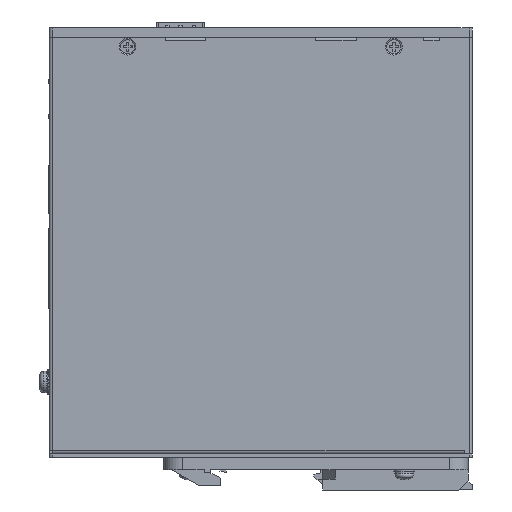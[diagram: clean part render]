
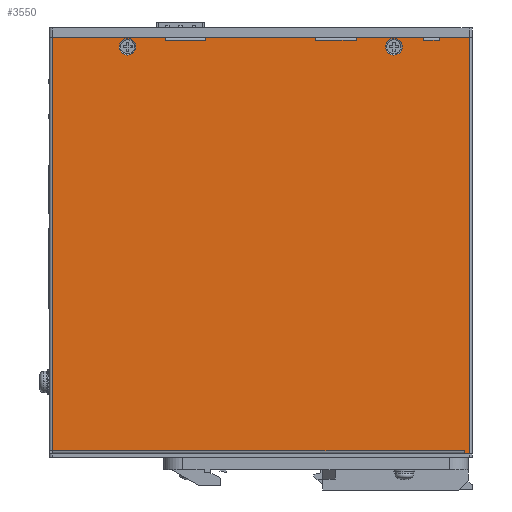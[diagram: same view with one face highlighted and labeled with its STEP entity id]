
A CAD part, front view. The second image highlights one B-rep face of the part: STEP entity #3550.
In plain terms, the highlighted planar face has unit normal (0, -1, 0).
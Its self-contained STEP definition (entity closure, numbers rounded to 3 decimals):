
#732=DIRECTION('',(0.,0.,1.));
#733=VECTOR('',#732,1.);
#734=CARTESIAN_POINT('',(-30.5,-1.,65.5));
#735=LINE('',#734,#733);
#899=DIRECTION('',(-1.,0.,0.));
#900=VECTOR('',#899,131.5);
#901=CARTESIAN_POINT('',(65.,-1.,-65.5));
#902=LINE('',#901,#900);
#944=DIRECTION('',(0.,0.,1.));
#945=VECTOR('',#944,132.);
#946=CARTESIAN_POINT('',(-66.5,-1.,-65.5));
#947=LINE('',#946,#945);
#962=DIRECTION('',(1.,0.,0.));
#963=VECTOR('',#962,9.5);
#964=CARTESIAN_POINT('',(57.,-1.,66.5));
#965=LINE('',#964,#963);
#966=DIRECTION('',(-1.,0.,0.));
#967=VECTOR('',#966,1.5);
#968=CARTESIAN_POINT('',(66.5,-1.,-66.5));
#969=LINE('',#968,#967);
#970=DIRECTION('',(1.,0.,0.));
#971=VECTOR('',#970,36.);
#972=CARTESIAN_POINT('',(-66.5,-1.,66.5));
#973=LINE('',#972,#971);
#974=DIRECTION('',(1.,0.,0.));
#975=VECTOR('',#974,35.);
#976=CARTESIAN_POINT('',(-17.5,-1.,66.5));
#977=LINE('',#976,#975);
#978=DIRECTION('',(1.,0.,0.));
#979=VECTOR('',#978,21.5);
#980=CARTESIAN_POINT('',(30.5,-1.,66.5));
#981=LINE('',#980,#979);
#982=CARTESIAN_POINT('',(42.5,-1.,63.5));
#983=DIRECTION('',(0.,-1.,0.));
#984=DIRECTION('',(-1.,0.,0.));
#985=AXIS2_PLACEMENT_3D('',#982,#983,#984);
#987=CARTESIAN_POINT('',(42.5,-1.,63.5));
#988=DIRECTION('',(0.,-1.,0.));
#989=DIRECTION('',(1.,0.,0.));
#990=AXIS2_PLACEMENT_3D('',#987,#988,#989);
#992=CARTESIAN_POINT('',(-42.5,-1.,63.5));
#993=DIRECTION('',(0.,-1.,0.));
#994=DIRECTION('',(-1.,0.,0.));
#995=AXIS2_PLACEMENT_3D('',#992,#993,#994);
#997=CARTESIAN_POINT('',(-42.5,-1.,63.5));
#998=DIRECTION('',(0.,-1.,0.));
#999=DIRECTION('',(1.,0.,0.));
#1000=AXIS2_PLACEMENT_3D('',#997,#998,#999);
#1010=DIRECTION('',(0.,0.,-1.));
#1011=VECTOR('',#1010,1.);
#1012=CARTESIAN_POINT('',(57.,-1.,66.5));
#1013=LINE('',#1012,#1011);
#1026=DIRECTION('',(0.,0.,1.));
#1027=VECTOR('',#1026,1.);
#1028=CARTESIAN_POINT('',(52.,-1.,65.5));
#1029=LINE('',#1028,#1027);
#1043=DIRECTION('',(1.,0.,0.));
#1044=VECTOR('',#1043,5.);
#1045=CARTESIAN_POINT('',(52.,-1.,65.5));
#1046=LINE('',#1045,#1044);
#1132=DIRECTION('',(0.,0.,-1.));
#1133=VECTOR('',#1132,1.);
#1134=CARTESIAN_POINT('',(30.5,-1.,66.5));
#1135=LINE('',#1134,#1133);
#1153=DIRECTION('',(1.,0.,0.));
#1154=VECTOR('',#1153,13.);
#1155=CARTESIAN_POINT('',(17.5,-1.,65.5));
#1156=LINE('',#1155,#1154);
#1200=DIRECTION('',(0.,0.,1.));
#1201=VECTOR('',#1200,1.);
#1202=CARTESIAN_POINT('',(17.5,-1.,65.5));
#1203=LINE('',#1202,#1201);
#1216=DIRECTION('',(0.,0.,-1.));
#1217=VECTOR('',#1216,1.);
#1218=CARTESIAN_POINT('',(-17.5,-1.,66.5));
#1219=LINE('',#1218,#1217);
#1237=DIRECTION('',(1.,0.,0.));
#1238=VECTOR('',#1237,13.);
#1239=CARTESIAN_POINT('',(-30.5,-1.,65.5));
#1240=LINE('',#1239,#1238);
#1597=DIRECTION('',(0.,0.,-1.));
#1598=VECTOR('',#1597,133.);
#1599=CARTESIAN_POINT('',(66.5,-1.,66.5));
#1600=LINE('',#1599,#1598);
#1626=DIRECTION('',(0.,0.,-1.));
#1627=VECTOR('',#1626,1.);
#1628=CARTESIAN_POINT('',(65.,-1.,-65.5));
#1629=LINE('',#1628,#1627);
#1940=CARTESIAN_POINT('',(-66.5,-1.,66.5));
#1941=VERTEX_POINT('',#1940);
#1948=CARTESIAN_POINT('',(-66.5,-1.,-65.5));
#1949=VERTEX_POINT('',#1948);
#1950=CARTESIAN_POINT('',(65.,-1.,-65.5));
#1951=VERTEX_POINT('',#1950);
#1966=CARTESIAN_POINT('',(65.,-1.,-66.5));
#1967=VERTEX_POINT('',#1966);
#1970=CARTESIAN_POINT('',(66.5,-1.,-66.5));
#1971=VERTEX_POINT('',#1970);
#1974=CARTESIAN_POINT('',(66.5,-1.,66.5));
#1975=VERTEX_POINT('',#1974);
#2044=CARTESIAN_POINT('',(-17.5,-1.,66.5));
#2045=CARTESIAN_POINT('',(-17.5,-1.,65.5));
#2046=VERTEX_POINT('',#2044);
#2047=VERTEX_POINT('',#2045);
#2048=CARTESIAN_POINT('',(-30.5,-1.,65.5));
#2049=CARTESIAN_POINT('',(-30.5,-1.,66.5));
#2050=VERTEX_POINT('',#2048);
#2051=VERTEX_POINT('',#2049);
#2064=CARTESIAN_POINT('',(30.5,-1.,66.5));
#2065=CARTESIAN_POINT('',(30.5,-1.,65.5));
#2066=VERTEX_POINT('',#2064);
#2067=VERTEX_POINT('',#2065);
#2068=CARTESIAN_POINT('',(17.5,-1.,65.5));
#2069=CARTESIAN_POINT('',(17.5,-1.,66.5));
#2070=VERTEX_POINT('',#2068);
#2071=VERTEX_POINT('',#2069);
#2084=CARTESIAN_POINT('',(57.,-1.,66.5));
#2085=CARTESIAN_POINT('',(57.,-1.,65.5));
#2086=VERTEX_POINT('',#2084);
#2087=VERTEX_POINT('',#2085);
#2088=CARTESIAN_POINT('',(52.,-1.,65.5));
#2089=CARTESIAN_POINT('',(52.,-1.,66.5));
#2090=VERTEX_POINT('',#2088);
#2091=VERTEX_POINT('',#2089);
#2304=CARTESIAN_POINT('',(39.85,-1.,63.5));
#2305=CARTESIAN_POINT('',(45.15,-1.,63.5));
#2306=VERTEX_POINT('',#2304);
#2307=VERTEX_POINT('',#2305);
#2316=CARTESIAN_POINT('',(-45.15,-1.,63.5));
#2317=CARTESIAN_POINT('',(-39.85,-1.,63.5));
#2318=VERTEX_POINT('',#2316);
#2319=VERTEX_POINT('',#2317);
#3499=CARTESIAN_POINT('',(0.,-1.,0.));
#3500=DIRECTION('',(0.,1.,0.));
#3501=DIRECTION('',(1.,0.,0.));
#3502=AXIS2_PLACEMENT_3D('',#3499,#3500,#3501);
#3503=PLANE('',#3502);
#3505=ORIENTED_EDGE('',*,*,#3504,.F.);
#3507=ORIENTED_EDGE('',*,*,#3506,.T.);
#3509=ORIENTED_EDGE('',*,*,#3508,.T.);
#3511=ORIENTED_EDGE('',*,*,#3510,.T.);
#3513=ORIENTED_EDGE('',*,*,#3512,.F.);
#3514=ORIENTED_EDGE('',*,*,#3417,.T.);
#3515=ORIENTED_EDGE('',*,*,#3491,.T.);
#3516=ORIENTED_EDGE('',*,*,#3208,.T.);
#3517=ORIENTED_EDGE('',*,*,#3225,.F.);
#3519=ORIENTED_EDGE('',*,*,#3518,.T.);
#3521=ORIENTED_EDGE('',*,*,#3520,.F.);
#3523=ORIENTED_EDGE('',*,*,#3522,.T.);
#3525=ORIENTED_EDGE('',*,*,#3524,.F.);
#3527=ORIENTED_EDGE('',*,*,#3526,.T.);
#3529=ORIENTED_EDGE('',*,*,#3528,.F.);
#3531=ORIENTED_EDGE('',*,*,#3530,.T.);
#3533=ORIENTED_EDGE('',*,*,#3532,.F.);
#3535=ORIENTED_EDGE('',*,*,#3534,.T.);
#3536=EDGE_LOOP('',(#3505,#3507,#3509,#3511,#3513,#3514,#3515,#3516,#3517,#3519,
#3521,#3523,#3525,#3527,#3529,#3531,#3533,#3535));
#3537=FACE_OUTER_BOUND('',#3536,.F.);
#3539=ORIENTED_EDGE('',*,*,#3538,.T.);
#3541=ORIENTED_EDGE('',*,*,#3540,.T.);
#3542=EDGE_LOOP('',(#3539,#3541));
#3543=FACE_BOUND('',#3542,.F.);
#3545=ORIENTED_EDGE('',*,*,#3544,.T.);
#3547=ORIENTED_EDGE('',*,*,#3546,.T.);
#3548=EDGE_LOOP('',(#3545,#3547));
#3549=FACE_BOUND('',#3548,.F.);
#986=CIRCLE('',#985,2.65);
#991=CIRCLE('',#990,2.65);
#996=CIRCLE('',#995,2.65);
#1001=CIRCLE('',#1000,2.65);
#3208=EDGE_CURVE('',#1941,#2051,#973,.T.);
#3225=EDGE_CURVE('',#2050,#2051,#735,.T.);
#3417=EDGE_CURVE('',#1951,#1949,#902,.T.);
#3491=EDGE_CURVE('',#1949,#1941,#947,.T.);
#3504=EDGE_CURVE('',#2086,#2087,#1013,.T.);
#3506=EDGE_CURVE('',#2086,#1975,#965,.T.);
#3508=EDGE_CURVE('',#1975,#1971,#1600,.T.);
#3510=EDGE_CURVE('',#1971,#1967,#969,.T.);
#3512=EDGE_CURVE('',#1951,#1967,#1629,.T.);
#3518=EDGE_CURVE('',#2050,#2047,#1240,.T.);
#3520=EDGE_CURVE('',#2046,#2047,#1219,.T.);
#3522=EDGE_CURVE('',#2046,#2071,#977,.T.);
#3524=EDGE_CURVE('',#2070,#2071,#1203,.T.);
#3526=EDGE_CURVE('',#2070,#2067,#1156,.T.);
#3528=EDGE_CURVE('',#2066,#2067,#1135,.T.);
#3530=EDGE_CURVE('',#2066,#2091,#981,.T.);
#3532=EDGE_CURVE('',#2090,#2091,#1029,.T.);
#3534=EDGE_CURVE('',#2090,#2087,#1046,.T.);
#3538=EDGE_CURVE('',#2306,#2307,#986,.T.);
#3540=EDGE_CURVE('',#2307,#2306,#991,.T.);
#3544=EDGE_CURVE('',#2318,#2319,#996,.T.);
#3546=EDGE_CURVE('',#2319,#2318,#1001,.T.);
#3550=ADVANCED_FACE('',(#3537,#3543,#3549),#3503,.F.);
